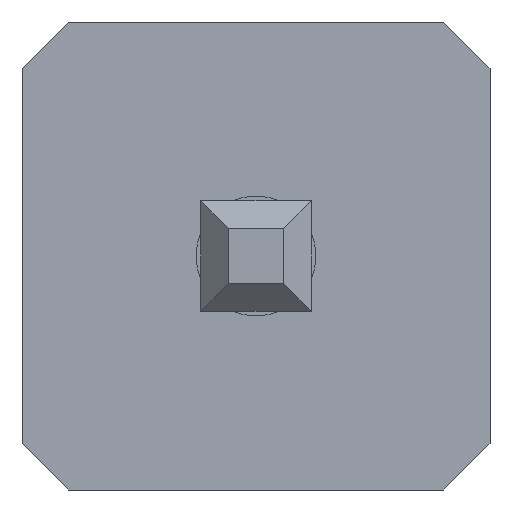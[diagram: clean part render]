
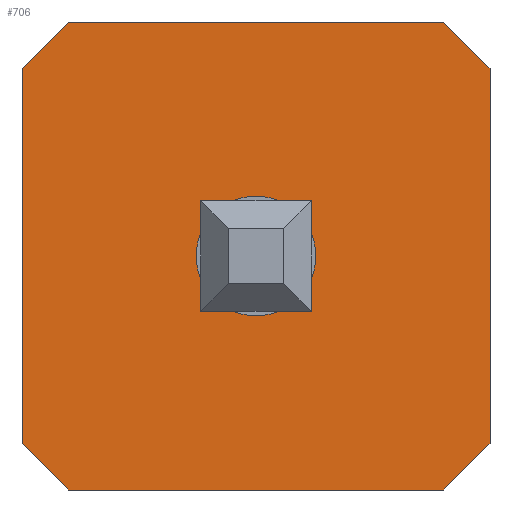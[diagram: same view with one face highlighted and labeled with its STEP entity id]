
A CAD part, front view. The second image highlights one B-rep face of the part: STEP entity #706.
In plain terms, the highlighted planar face has unit normal (0, -1, 0).
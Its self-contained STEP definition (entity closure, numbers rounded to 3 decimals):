
#17=FACE_BOUND('',#99,.T.);
#55=FACE_OUTER_BOUND('',#98,.T.);
#98=EDGE_LOOP('',(#546,#547,#548,#549,#550,#551,#552,#553));
#99=EDGE_LOOP('',(#554,#555,#556,#557));
#164=LINE('',#1059,#244);
#167=LINE('',#1064,#247);
#170=LINE('',#1073,#250);
#174=LINE('',#1080,#254);
#184=LINE('',#1100,#264);
#186=LINE('',#1104,#266);
#188=LINE('',#1108,#268);
#189=LINE('',#1110,#269);
#190=LINE('',#1111,#270);
#191=LINE('',#1112,#271);
#192=LINE('',#1114,#272);
#193=LINE('',#1115,#273);
#244=VECTOR('',#877,10.);
#247=VECTOR('',#882,10.);
#250=VECTOR('',#889,10.);
#254=VECTOR('',#895,10.);
#264=VECTOR('',#909,10.);
#266=VECTOR('',#913,10.);
#268=VECTOR('',#917,10.);
#269=VECTOR('',#918,10.);
#270=VECTOR('',#919,10.);
#271=VECTOR('',#920,10.);
#272=VECTOR('',#921,10.);
#273=VECTOR('',#922,10.);
#313=VERTEX_POINT('',#1056);
#314=VERTEX_POINT('',#1058);
#315=VERTEX_POINT('',#1062);
#318=VERTEX_POINT('',#1070);
#319=VERTEX_POINT('',#1072);
#321=VERTEX_POINT('',#1078);
#328=VERTEX_POINT('',#1097);
#329=VERTEX_POINT('',#1099);
#330=VERTEX_POINT('',#1103);
#331=VERTEX_POINT('',#1107);
#332=VERTEX_POINT('',#1109);
#333=VERTEX_POINT('',#1113);
#388=EDGE_CURVE('',#313,#314,#164,.T.);
#391=EDGE_CURVE('',#315,#313,#167,.T.);
#394=EDGE_CURVE('',#318,#319,#170,.T.);
#398=EDGE_CURVE('',#318,#321,#174,.T.);
#408=EDGE_CURVE('',#328,#329,#184,.T.);
#410=EDGE_CURVE('',#330,#329,#186,.T.);
#412=EDGE_CURVE('',#331,#321,#188,.T.);
#413=EDGE_CURVE('',#331,#332,#189,.T.);
#414=EDGE_CURVE('',#330,#332,#190,.T.);
#415=EDGE_CURVE('',#328,#319,#191,.T.);
#416=EDGE_CURVE('',#333,#315,#192,.T.);
#417=EDGE_CURVE('',#314,#333,#193,.T.);
#546=ORIENTED_EDGE('',*,*,#394,.F.);
#547=ORIENTED_EDGE('',*,*,#398,.T.);
#548=ORIENTED_EDGE('',*,*,#412,.F.);
#549=ORIENTED_EDGE('',*,*,#413,.T.);
#550=ORIENTED_EDGE('',*,*,#414,.F.);
#551=ORIENTED_EDGE('',*,*,#410,.T.);
#552=ORIENTED_EDGE('',*,*,#408,.F.);
#553=ORIENTED_EDGE('',*,*,#415,.T.);
#554=ORIENTED_EDGE('',*,*,#388,.F.);
#555=ORIENTED_EDGE('',*,*,#391,.F.);
#556=ORIENTED_EDGE('',*,*,#416,.F.);
#557=ORIENTED_EDGE('',*,*,#417,.F.);
#625=PLANE('',#756);
#706=ADVANCED_FACE('',(#55,#17),#625,.T.);
#756=AXIS2_PLACEMENT_3D('',#1106,#915,#916);
#877=DIRECTION('',(0.,0.,1.));
#882=DIRECTION('',(1.,0.,0.));
#889=DIRECTION('',(0.707,0.,0.707));
#895=DIRECTION('',(0.,0.,-1.));
#909=DIRECTION('',(0.707,0.,-0.707));
#913=DIRECTION('',(0.,0.,1.));
#915=DIRECTION('center_axis',(0.,-1.,0.));
#916=DIRECTION('ref_axis',(0.,0.,-1.));
#917=DIRECTION('',(-0.707,0.,0.707));
#918=DIRECTION('',(1.,0.,0.));
#919=DIRECTION('',(-0.707,0.,-0.707));
#920=DIRECTION('',(-1.,0.,0.));
#921=DIRECTION('',(0.,0.,-1.));
#922=DIRECTION('',(-1.,0.,0.));
#1056=CARTESIAN_POINT('',(0.6,3.,0.));
#1058=CARTESIAN_POINT('',(0.6,3.,0.6));
#1059=CARTESIAN_POINT('',(0.6,3.,0.45));
#1062=CARTESIAN_POINT('',(0.,3.,0.));
#1064=CARTESIAN_POINT('',(0.45,3.,0.));
#1070=CARTESIAN_POINT('',(-0.97,3.,1.32));
#1072=CARTESIAN_POINT('',(-0.72,3.,1.57));
#1073=CARTESIAN_POINT('',(-0.845,3.,1.445));
#1078=CARTESIAN_POINT('',(-0.97,3.,-0.72));
#1080=CARTESIAN_POINT('',(-0.97,3.,1.57));
#1097=CARTESIAN_POINT('',(1.32,3.,1.57));
#1099=CARTESIAN_POINT('',(1.57,3.,1.32));
#1100=CARTESIAN_POINT('',(1.445,3.,1.445));
#1103=CARTESIAN_POINT('',(1.57,3.,-0.72));
#1104=CARTESIAN_POINT('',(1.57,3.,-0.97));
#1106=CARTESIAN_POINT('Origin',(0.3,3.,0.3));
#1107=CARTESIAN_POINT('',(-0.72,3.,-0.97));
#1108=CARTESIAN_POINT('',(-0.845,3.,-0.845));
#1109=CARTESIAN_POINT('',(1.32,3.,-0.97));
#1110=CARTESIAN_POINT('',(-0.97,3.,-0.97));
#1111=CARTESIAN_POINT('',(1.445,3.,-0.845));
#1112=CARTESIAN_POINT('',(1.57,3.,1.57));
#1113=CARTESIAN_POINT('',(0.,3.,0.6));
#1114=CARTESIAN_POINT('',(0.,3.,0.15));
#1115=CARTESIAN_POINT('',(0.15,3.,0.6));
